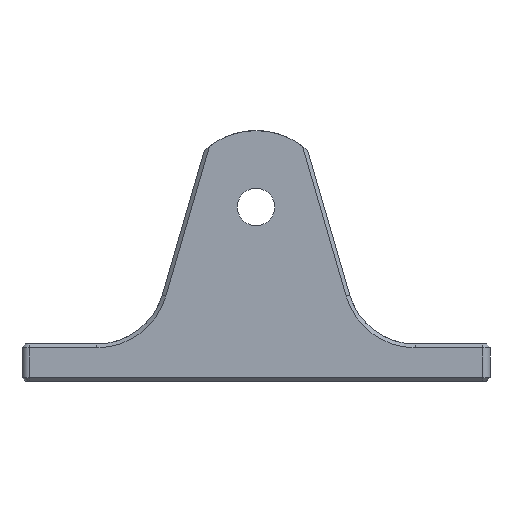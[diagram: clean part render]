
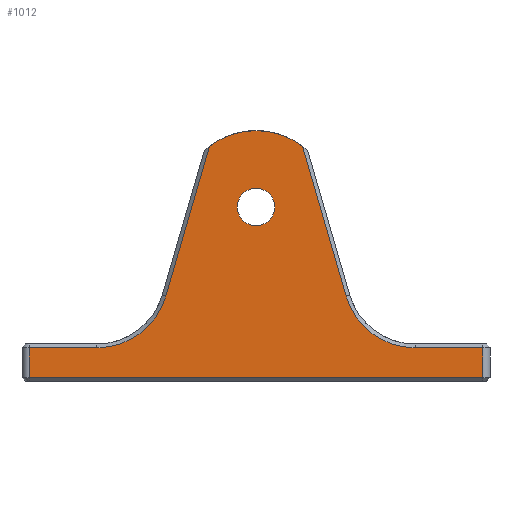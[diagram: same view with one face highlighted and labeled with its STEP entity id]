
A CAD part, front view. The second image highlights one B-rep face of the part: STEP entity #1012.
In plain terms, the highlighted planar face has unit normal (0, -1, 0).
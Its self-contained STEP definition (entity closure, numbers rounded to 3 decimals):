
#20=FACE_BOUND('',#228,.T.);
#65=CIRCLE('',#1086,9.613);
#68=CIRCLE('',#1095,9.613);
#79=CIRCLE('',#1122,10.2);
#82=CIRCLE('',#1132,2.5);
#109=PLANE('',#1131);
#165=FACE_OUTER_BOUND('',#227,.T.);
#227=EDGE_LOOP('',(#903,#904,#905,#906,#907,#908,#909,#910,#911,#912));
#228=EDGE_LOOP('',(#913));
#265=LINE('',#1564,#355);
#272=LINE('',#1586,#362);
#289=LINE('',#1641,#379);
#291=LINE('',#1652,#381);
#295=LINE('',#1669,#385);
#298=LINE('',#1678,#388);
#323=LINE('',#1750,#413);
#355=VECTOR('',#1219,10.);
#362=VECTOR('',#1244,10.);
#379=VECTOR('',#1299,10.);
#381=VECTOR('',#1311,10.);
#385=VECTOR('',#1323,10.);
#388=VECTOR('',#1334,10.);
#413=VECTOR('',#1427,10.);
#458=VERTEX_POINT('',#1556);
#460=VERTEX_POINT('',#1562);
#466=VERTEX_POINT('',#1584);
#481=VERTEX_POINT('',#1639);
#483=VERTEX_POINT('',#1644);
#485=VERTEX_POINT('',#1650);
#487=VERTEX_POINT('',#1662);
#490=VERTEX_POINT('',#1667);
#491=VERTEX_POINT('',#1671);
#492=VERTEX_POINT('',#1676);
#506=VERTEX_POINT('',#1751);
#555=EDGE_CURVE('',#460,#458,#265,.T.);
#567=EDGE_CURVE('',#466,#460,#272,.T.);
#593=EDGE_CURVE('',#481,#466,#289,.T.);
#595=EDGE_CURVE('',#483,#481,#65,.T.);
#598=EDGE_CURVE('',#485,#483,#291,.T.);
#605=EDGE_CURVE('',#490,#487,#295,.T.);
#607=EDGE_CURVE('',#491,#490,#68,.T.);
#610=EDGE_CURVE('',#492,#491,#298,.T.);
#638=EDGE_CURVE('',#485,#487,#79,.T.);
#647=EDGE_CURVE('',#458,#492,#323,.T.);
#648=EDGE_CURVE('',#506,#506,#82,.T.);
#903=ORIENTED_EDGE('',*,*,#555,.F.);
#904=ORIENTED_EDGE('',*,*,#567,.F.);
#905=ORIENTED_EDGE('',*,*,#593,.F.);
#906=ORIENTED_EDGE('',*,*,#595,.F.);
#907=ORIENTED_EDGE('',*,*,#598,.F.);
#908=ORIENTED_EDGE('',*,*,#638,.T.);
#909=ORIENTED_EDGE('',*,*,#605,.F.);
#910=ORIENTED_EDGE('',*,*,#607,.F.);
#911=ORIENTED_EDGE('',*,*,#610,.F.);
#912=ORIENTED_EDGE('',*,*,#647,.F.);
#913=ORIENTED_EDGE('',*,*,#648,.T.);
#1012=ADVANCED_FACE('',(#165,#20),#109,.T.);
#1086=AXIS2_PLACEMENT_3D('',#1646,#1303,#1304);
#1095=AXIS2_PLACEMENT_3D('',#1673,#1327,#1328);
#1122=AXIS2_PLACEMENT_3D('',#1732,#1401,#1402);
#1131=AXIS2_PLACEMENT_3D('',#1749,#1425,#1426);
#1132=AXIS2_PLACEMENT_3D('',#1752,#1428,#1429);
#1219=DIRECTION('',(-1.,0.,0.));
#1244=DIRECTION('',(0.,0.,-1.));
#1299=DIRECTION('',(1.,0.,0.));
#1303=DIRECTION('center_axis',(0.,-1.,0.));
#1304=DIRECTION('ref_axis',(0.,0.,-1.));
#1311=DIRECTION('',(0.279,0.,-0.96));
#1323=DIRECTION('',(0.279,0.,0.96));
#1327=DIRECTION('center_axis',(0.,-1.,0.));
#1328=DIRECTION('ref_axis',(0.96,0.,-0.279));
#1334=DIRECTION('',(1.,0.,0.));
#1401=DIRECTION('center_axis',(0.,-1.,0.));
#1402=DIRECTION('ref_axis',(-0.676,0.,0.736));
#1425=DIRECTION('center_axis',(0.,-1.,0.));
#1426=DIRECTION('ref_axis',(0.,0.,-1.));
#1427=DIRECTION('',(0.,0.,1.));
#1428=DIRECTION('center_axis',(0.,1.,0.));
#1429=DIRECTION('ref_axis',(1.,0.,0.));
#1556=CARTESIAN_POINT('',(1.,-16.,0.5));
#1562=CARTESIAN_POINT('',(61.5,-16.,0.5));
#1564=CARTESIAN_POINT('',(46.875,-16.,0.5));
#1584=CARTESIAN_POINT('',(61.5,-16.,4.5));
#1586=CARTESIAN_POINT('',(61.5,-16.,10.875));
#1639=CARTESIAN_POINT('',(52.5,-16.,4.5));
#1641=CARTESIAN_POINT('',(15.625,-16.,4.5));
#1644=CARTESIAN_POINT('',(43.27,-16.,11.427));
#1646=CARTESIAN_POINT('Origin',(52.5,-16.,14.113));
#1650=CARTESIAN_POINT('',(37.461,-16.,31.391));
#1652=CARTESIAN_POINT('',(42.087,-16.,15.493));
#1662=CARTESIAN_POINT('',(25.039,-16.,31.391));
#1667=CARTESIAN_POINT('',(19.23,-16.,11.427));
#1669=CARTESIAN_POINT('',(23.213,-16.,25.116));
#1671=CARTESIAN_POINT('',(10.,-16.,4.5));
#1673=CARTESIAN_POINT('Origin',(10.,-16.,14.113));
#1676=CARTESIAN_POINT('',(1.,-16.,4.5));
#1678=CARTESIAN_POINT('',(15.625,-16.,4.5));
#1732=CARTESIAN_POINT('Origin',(31.25,-16.,23.3));
#1749=CARTESIAN_POINT('Origin',(31.25,-16.,16.75));
#1750=CARTESIAN_POINT('',(1.,-16.,8.375));
#1751=CARTESIAN_POINT('',(28.75,-16.,23.3));
#1752=CARTESIAN_POINT('Origin',(31.25,-16.,23.3));
